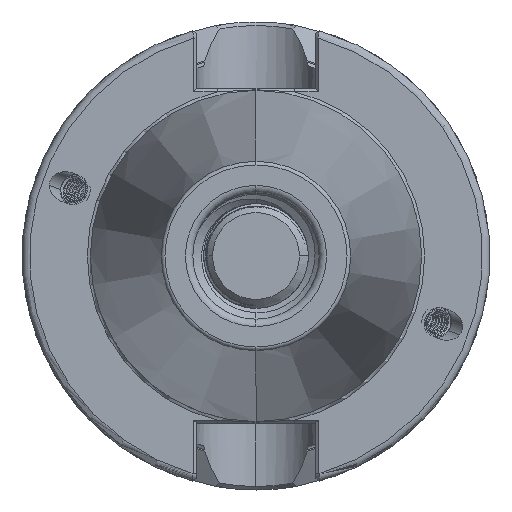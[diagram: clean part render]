
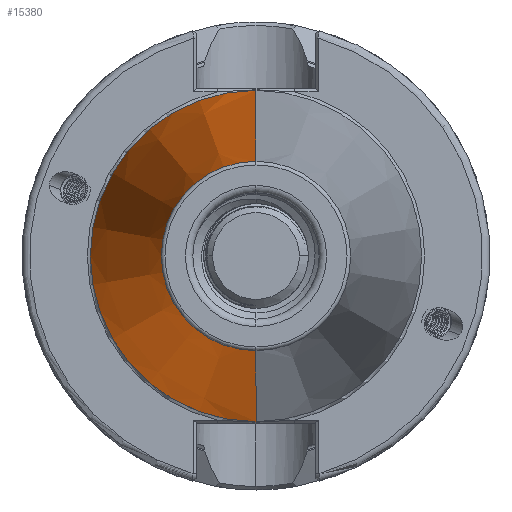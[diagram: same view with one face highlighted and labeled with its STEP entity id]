
A CAD part, left-side view. The second image highlights one B-rep face of the part: STEP entity #15380.
In plain terms, the highlighted conical face has half-angle 8.297 degrees and reference radius 22.298 mm.
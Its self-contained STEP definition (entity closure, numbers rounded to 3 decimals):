
#987 = CARTESIAN_POINT ( 'NONE',  ( -66.972, 0., -12.75 ) ) ;
#997 = CARTESIAN_POINT ( 'NONE',  ( -66.972, 0., 12.75 ) ) ;
#1046 = CARTESIAN_POINT ( 'NONE',  ( -1.5, 0., 22.298 ) ) ;
#1073 = CARTESIAN_POINT ( 'NONE',  ( -1.5, 0., -22.298 ) ) ;
#2610 = DIRECTION ( 'NONE',  ( 0.99, 0., 0.144 ) ) ;
#2623 = CARTESIAN_POINT ( 'NONE',  ( -1.5, 0., 22.298 ) ) ;
#2625 = CARTESIAN_POINT ( 'NONE',  ( -1.5, 0., 0. ) ) ;
#2640 = DIRECTION ( 'NONE',  ( 1., 0., 0. ) ) ;
#2641 = DIRECTION ( 'NONE',  ( 0., 0., -1. ) ) ;
#4346 = VERTEX_POINT ( 'NONE', #987 ) ;
#4352 = VERTEX_POINT ( 'NONE', #997 ) ;
#4385 = VERTEX_POINT ( 'NONE', #1046 ) ;
#4444 = VERTEX_POINT ( 'NONE', #1073 ) ;
#6860 = DIRECTION ( 'NONE',  ( 1., 0., 0. ) ) ;
#6864 = DIRECTION ( 'NONE',  ( 0., 0., -1. ) ) ;
#6896 = CARTESIAN_POINT ( 'NONE',  ( -1.5, 0., 0. ) ) ;
#10963 = ORIENTED_EDGE ( 'NONE', *, *, #19334, .F. ) ;
#11013 = ORIENTED_EDGE ( 'NONE', *, *, #19335, .T. ) ;
#11023 = ORIENTED_EDGE ( 'NONE', *, *, #19538, .F. ) ;
#11056 = ORIENTED_EDGE ( 'NONE', *, *, #19550, .T. ) ;
#14948 = AXIS2_PLACEMENT_3D ( 'NONE', #6896, #6860, #6864 ) ;
#15028 = AXIS2_PLACEMENT_3D ( 'NONE', #2625, #2640, #2641 ) ;
#15130 = AXIS2_PLACEMENT_3D ( 'NONE', #21665, #21647, #21666 ) ;
#15380 = ADVANCED_FACE ( 'NONE', ( #15992 ), #16007, .T. ) ;
#15992 = FACE_OUTER_BOUND ( 'NONE', #22197, .T. ) ;
#16007 = CONICAL_SURFACE ( 'NONE', #14948, 22.298, 0.145 ) ;
#16243 = LINE ( 'NONE', #2623, #16249 ) ;
#16249 = VECTOR ( 'NONE', #2610, 1000. ) ;
#16267 = CIRCLE ( 'NONE', #15028, 22.298 ) ;
#16935 = VECTOR ( 'NONE', #21574, 1000. ) ;
#16965 = CIRCLE ( 'NONE', #15130, 12.75 ) ;
#16972 = LINE ( 'NONE', #21567, #16935 ) ;
#19334 = EDGE_CURVE ( 'NONE', #4444, #4385, #16267, .T. ) ;
#19335 = EDGE_CURVE ( 'NONE', #4352, #4385, #16243, .T. ) ;
#19538 = EDGE_CURVE ( 'NONE', #4346, #4444, #16972, .T. ) ;
#19550 = EDGE_CURVE ( 'NONE', #4346, #4352, #16965, .T. ) ;
#21567 = CARTESIAN_POINT ( 'NONE',  ( -1.5, 0., -22.298 ) ) ;
#21574 = DIRECTION ( 'NONE',  ( 0.99, 0., -0.144 ) ) ;
#21647 = DIRECTION ( 'NONE',  ( 1., 0., 0. ) ) ;
#21665 = CARTESIAN_POINT ( 'NONE',  ( -66.972, 0., 0. ) ) ;
#21666 = DIRECTION ( 'NONE',  ( 0., 0., -1. ) ) ;
#22197 = EDGE_LOOP ( 'NONE', ( #11056, #11013, #10963, #11023 ) ) ;
